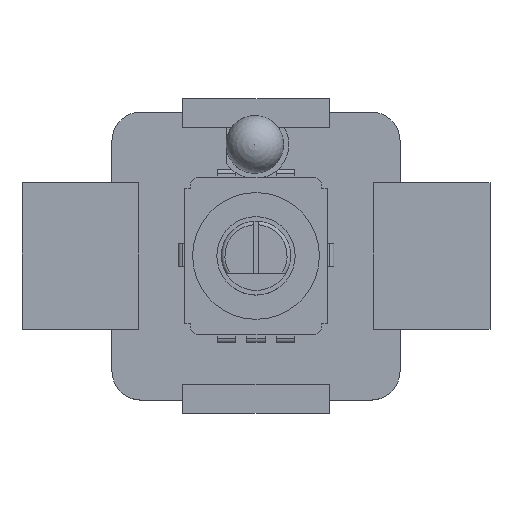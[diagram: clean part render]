
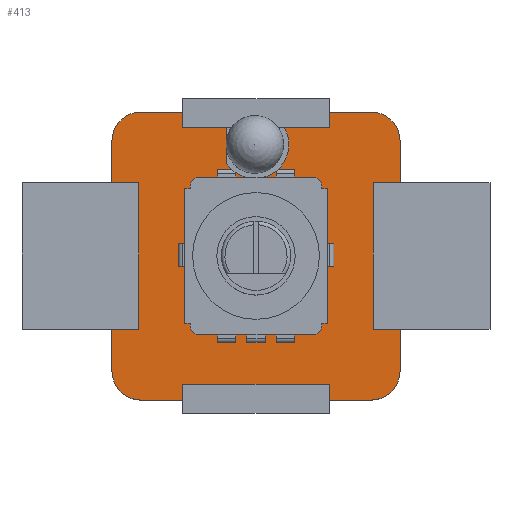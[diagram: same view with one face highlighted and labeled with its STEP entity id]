
A CAD part, top view. The second image highlights one B-rep face of the part: STEP entity #413.
In plain terms, the highlighted planar face has unit normal (0, 0, 1).
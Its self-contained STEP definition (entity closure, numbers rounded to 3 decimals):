
#148 = VERTEX_POINT('',#149);
#149 = CARTESIAN_POINT('',(-12.5,-10.,0.798));
#155 = EDGE_CURVE('',#148,#156,#158,.T.);
#156 = VERTEX_POINT('',#157);
#157 = CARTESIAN_POINT('',(-12.5,10.,0.798));
#158 = LINE('',#159,#160);
#159 = CARTESIAN_POINT('',(-12.5,-10.,0.798));
#160 = VECTOR('',#161,1.);
#161 = DIRECTION('',(0.,1.,0.));
#186 = EDGE_CURVE('',#156,#187,#189,.T.);
#187 = VERTEX_POINT('',#188);
#188 = CARTESIAN_POINT('',(-10.,12.5,0.798));
#189 = CIRCLE('',#190,2.499);
#190 = AXIS2_PLACEMENT_3D('',#191,#192,#193);
#191 = CARTESIAN_POINT('',(-10.001,10.001,0.798));
#192 = DIRECTION('',(0.,0.,-1.));
#193 = DIRECTION('',(-1.,0.,0.));
#219 = EDGE_CURVE('',#187,#220,#222,.T.);
#220 = VERTEX_POINT('',#221);
#221 = CARTESIAN_POINT('',(10.,12.5,0.798));
#222 = LINE('',#223,#224);
#223 = CARTESIAN_POINT('',(-10.,12.5,0.798));
#224 = VECTOR('',#225,1.);
#225 = DIRECTION('',(1.,0.,0.));
#250 = EDGE_CURVE('',#220,#251,#253,.T.);
#251 = VERTEX_POINT('',#252);
#252 = CARTESIAN_POINT('',(12.5,10.,0.798));
#253 = CIRCLE('',#254,2.499);
#254 = AXIS2_PLACEMENT_3D('',#255,#256,#257);
#255 = CARTESIAN_POINT('',(10.001,10.001,0.798));
#256 = DIRECTION('',(0.,0.,-1.));
#257 = DIRECTION('',(0.,1.,0.));
#283 = EDGE_CURVE('',#251,#284,#286,.T.);
#284 = VERTEX_POINT('',#285);
#285 = CARTESIAN_POINT('',(12.5,-10.,0.798));
#286 = LINE('',#287,#288);
#287 = CARTESIAN_POINT('',(12.5,10.,0.798));
#288 = VECTOR('',#289,1.);
#289 = DIRECTION('',(0.,-1.,0.));
#314 = EDGE_CURVE('',#284,#315,#317,.T.);
#315 = VERTEX_POINT('',#316);
#316 = CARTESIAN_POINT('',(10.,-12.5,0.798));
#317 = CIRCLE('',#318,2.499);
#318 = AXIS2_PLACEMENT_3D('',#319,#320,#321);
#319 = CARTESIAN_POINT('',(10.001,-10.001,0.798));
#320 = DIRECTION('',(0.,0.,-1.));
#321 = DIRECTION('',(1.,0.,0.));
#347 = EDGE_CURVE('',#315,#348,#350,.T.);
#348 = VERTEX_POINT('',#349);
#349 = CARTESIAN_POINT('',(-10.,-12.5,0.798));
#350 = LINE('',#351,#352);
#351 = CARTESIAN_POINT('',(10.,-12.5,0.798));
#352 = VECTOR('',#353,1.);
#353 = DIRECTION('',(-1.,0.,0.));
#378 = EDGE_CURVE('',#348,#148,#379,.T.);
#379 = CIRCLE('',#380,2.499);
#380 = AXIS2_PLACEMENT_3D('',#381,#382,#383);
#381 = CARTESIAN_POINT('',(-10.001,-10.001,0.798));
#382 = DIRECTION('',(0.,0.,-1.));
#383 = DIRECTION('',(0.,-1.,0.));
#413 = ADVANCED_FACE('',(#414),#424,.T.);
#414 = FACE_BOUND('',#415,.F.);
#415 = EDGE_LOOP('',(#416,#417,#418,#419,#420,#421,#422,#423));
#416 = ORIENTED_EDGE('',*,*,#155,.T.);
#417 = ORIENTED_EDGE('',*,*,#186,.T.);
#418 = ORIENTED_EDGE('',*,*,#219,.T.);
#419 = ORIENTED_EDGE('',*,*,#250,.T.);
#420 = ORIENTED_EDGE('',*,*,#283,.T.);
#421 = ORIENTED_EDGE('',*,*,#314,.T.);
#422 = ORIENTED_EDGE('',*,*,#347,.T.);
#423 = ORIENTED_EDGE('',*,*,#378,.T.);
#424 = PLANE('',#425);
#425 = AXIS2_PLACEMENT_3D('',#426,#427,#428);
#426 = CARTESIAN_POINT('',(-12.5,-10.,0.798));
#427 = DIRECTION('',(0.,0.,1.));
#428 = DIRECTION('',(1.,0.,0.));
